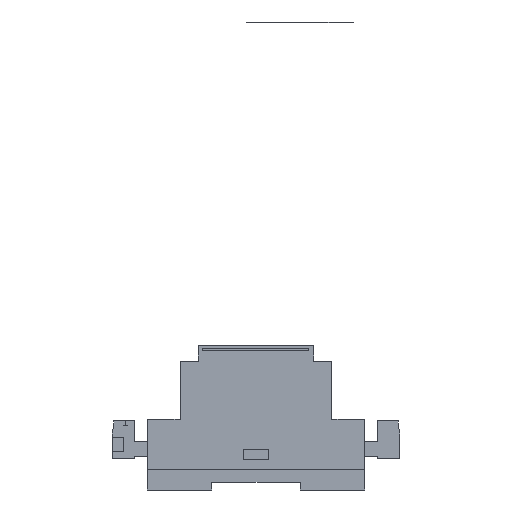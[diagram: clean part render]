
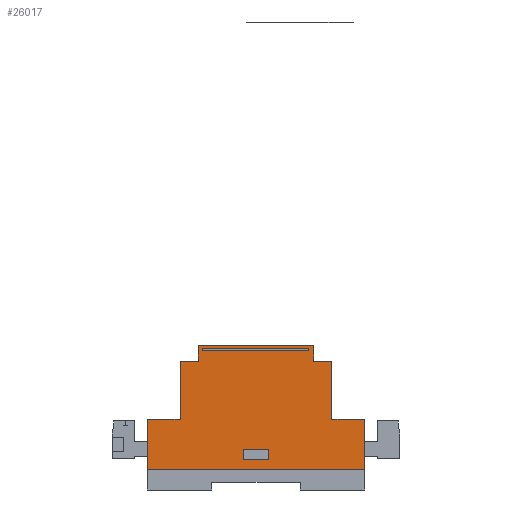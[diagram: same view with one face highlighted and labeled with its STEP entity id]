
A CAD part, left-side view. The second image highlights one B-rep face of the part: STEP entity #26017.
In plain terms, the highlighted face is planar.
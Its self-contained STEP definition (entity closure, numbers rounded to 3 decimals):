
#4451=CARTESIAN_POINT('',(-5.,-20.5,35.0));
#4452=VERTEX_POINT('',#4451);
#4459=CARTESIAN_POINT('',(5.,-20.5,35.0));
#4460=VERTEX_POINT('',#4459);
#4461=CARTESIAN_POINT('',(5.,-20.5,35.0));
#4462=DIRECTION('',(-1.0,0.0,0.0));
#4463=VECTOR('',#4462,10.);
#4464=LINE('',#4461,#4463);
#4465=EDGE_CURVE('',#4460,#4452,#4464,.T.);
#4490=CARTESIAN_POINT('',(5.,-16.5,35.0));
#4491=VERTEX_POINT('',#4490);
#4492=CARTESIAN_POINT('',(5.,-16.5,35.0));
#4493=DIRECTION('',(0.0,-1.0,0.0));
#4494=VECTOR('',#4493,4.);
#4495=LINE('',#4492,#4494);
#4496=EDGE_CURVE('',#4491,#4460,#4495,.T.);
#4521=CARTESIAN_POINT('',(-5.,-16.5,35.0));
#4522=VERTEX_POINT('',#4521);
#4523=CARTESIAN_POINT('',(-5.,-16.5,35.0));
#4524=DIRECTION('',(1.0,0.0,0.0));
#4525=VECTOR('',#4524,10.);
#4526=LINE('',#4523,#4525);
#4527=EDGE_CURVE('',#4522,#4491,#4526,.T.);
#4550=CARTESIAN_POINT('',(-5.,-20.5,35.0));
#4551=DIRECTION('',(0.0,1.0,0.0));
#4552=VECTOR('',#4551,4.);
#4553=LINE('',#4550,#4552);
#4554=EDGE_CURVE('',#4452,#4522,#4553,.T.);
#24056=CARTESIAN_POINT('',(43.0,-4.5,35.0));
#24057=VERTEX_POINT('',#24056);
#24064=CARTESIAN_POINT('',(43.0,-24.5,35.0));
#24065=VERTEX_POINT('',#24064);
#24066=CARTESIAN_POINT('',(43.0,-4.5,35.0));
#24067=DIRECTION('',(0.0,-1.0,0.0));
#24068=VECTOR('',#24067,20.);
#24069=LINE('',#24066,#24068);
#24070=EDGE_CURVE('',#24057,#24065,#24069,.T.);
#24997=CARTESIAN_POINT('',(-43.,-24.5,35.0));
#24998=VERTEX_POINT('',#24997);
#24999=CARTESIAN_POINT('',(43.0,-24.5,35.0));
#25000=DIRECTION('',(-1.0,0.0,0.0));
#25001=VECTOR('',#25000,86.0);
#25002=LINE('',#24999,#25001);
#25003=EDGE_CURVE('',#24065,#24998,#25002,.T.);
#25021=CARTESIAN_POINT('',(-43.,-4.5,35.0));
#25022=VERTEX_POINT('',#25021);
#25023=CARTESIAN_POINT('',(-43.,-24.5,35.0));
#25024=DIRECTION('',(0.0,1.0,0.0));
#25025=VECTOR('',#25024,20.);
#25026=LINE('',#25023,#25025);
#25027=EDGE_CURVE('',#24998,#25022,#25026,.T.);
#25054=CARTESIAN_POINT('',(-30.0,-4.5,35.0));
#25055=VERTEX_POINT('',#25054);
#25056=CARTESIAN_POINT('',(-43.,-4.5,35.0));
#25057=DIRECTION('',(1.0,0.0,0.0));
#25058=VECTOR('',#25057,13.);
#25059=LINE('',#25056,#25058);
#25060=EDGE_CURVE('',#25022,#25055,#25059,.T.);
#25503=CARTESIAN_POINT('',(-30.,18.5,35.0));
#25504=VERTEX_POINT('',#25503);
#25505=CARTESIAN_POINT('',(-30.0,-4.5,35.0));
#25506=DIRECTION('',(0.0,1.0,0.0));
#25507=VECTOR('',#25506,23.);
#25508=LINE('',#25505,#25507);
#25509=EDGE_CURVE('',#25055,#25504,#25508,.T.);
#25534=CARTESIAN_POINT('',(-22.75,18.5,35.0));
#25535=VERTEX_POINT('',#25534);
#25536=CARTESIAN_POINT('',(-30.,18.5,35.0));
#25537=DIRECTION('',(1.0,0.0,0.0));
#25538=VECTOR('',#25537,7.25);
#25539=LINE('',#25536,#25538);
#25540=EDGE_CURVE('',#25504,#25535,#25539,.T.);
#25565=CARTESIAN_POINT('',(-22.75,24.5,35.0));
#25566=VERTEX_POINT('',#25565);
#25567=CARTESIAN_POINT('',(-22.75,18.5,35.0));
#25568=DIRECTION('',(0.0,1.0,0.0));
#25569=VECTOR('',#25568,6.0);
#25570=LINE('',#25567,#25569);
#25571=EDGE_CURVE('',#25535,#25566,#25570,.T.);
#25596=CARTESIAN_POINT('',(22.75,24.5,35.0));
#25597=VERTEX_POINT('',#25596);
#25598=CARTESIAN_POINT('',(-22.75,24.5,35.0));
#25599=DIRECTION('',(1.0,0.0,0.0));
#25600=VECTOR('',#25599,45.5);
#25601=LINE('',#25598,#25600);
#25602=EDGE_CURVE('',#25566,#25597,#25601,.T.);
#25633=CARTESIAN_POINT('',(22.75,18.5,35.0));
#25634=VERTEX_POINT('',#25633);
#25635=CARTESIAN_POINT('',(22.75,24.5,35.0));
#25636=DIRECTION('',(0.0,-1.0,0.0));
#25637=VECTOR('',#25636,6.0);
#25638=LINE('',#25635,#25637);
#25639=EDGE_CURVE('',#25597,#25634,#25638,.T.);
#25664=CARTESIAN_POINT('',(30.,18.5,35.0));
#25665=VERTEX_POINT('',#25664);
#25666=CARTESIAN_POINT('',(22.75,18.5,35.0));
#25667=DIRECTION('',(1.0,0.0,0.0));
#25668=VECTOR('',#25667,7.25);
#25669=LINE('',#25666,#25668);
#25670=EDGE_CURVE('',#25634,#25665,#25669,.T.);
#25695=CARTESIAN_POINT('',(30.,-4.5,35.0));
#25696=VERTEX_POINT('',#25695);
#25697=CARTESIAN_POINT('',(30.,18.5,35.0));
#25698=DIRECTION('',(0.0,-1.0,0.0));
#25699=VECTOR('',#25698,23.);
#25700=LINE('',#25697,#25699);
#25701=EDGE_CURVE('',#25665,#25696,#25700,.T.);
#25726=CARTESIAN_POINT('',(30.,-4.5,35.0));
#25727=DIRECTION('',(1.0,0.0,0.0));
#25728=VECTOR('',#25727,13.);
#25729=LINE('',#25726,#25728);
#25730=EDGE_CURVE('',#25696,#24057,#25729,.T.);
#25992=CARTESIAN_POINT('',(0.,-3.115,35.0));
#25993=DIRECTION('',(0.0,0.0,1.0));
#25994=DIRECTION('',(1.0,0.0,0.0));
#25995=AXIS2_PLACEMENT_3D('',#25992,#25993,#25994);
#25996=PLANE('',#25995);
#25997=ORIENTED_EDGE('',*,*,#24070,.F.);
#25998=ORIENTED_EDGE('',*,*,#25730,.F.);
#25999=ORIENTED_EDGE('',*,*,#25701,.F.);
#26000=ORIENTED_EDGE('',*,*,#25670,.F.);
#26001=ORIENTED_EDGE('',*,*,#25639,.F.);
#26002=ORIENTED_EDGE('',*,*,#25602,.F.);
#26003=ORIENTED_EDGE('',*,*,#25571,.F.);
#26004=ORIENTED_EDGE('',*,*,#25540,.F.);
#26005=ORIENTED_EDGE('',*,*,#25509,.F.);
#26006=ORIENTED_EDGE('',*,*,#25060,.F.);
#26007=ORIENTED_EDGE('',*,*,#25027,.F.);
#26008=ORIENTED_EDGE('',*,*,#25003,.F.);
#26009=EDGE_LOOP('',(#25997,#25998,#25999,#26000,#26001,#26002,#26003,#26004,#26005,#26006,#26007,#26008));
#26010=FACE_OUTER_BOUND('',#26009,.T.);
#26011=ORIENTED_EDGE('',*,*,#4465,.T.);
#26012=ORIENTED_EDGE('',*,*,#4554,.T.);
#26013=ORIENTED_EDGE('',*,*,#4527,.T.);
#26014=ORIENTED_EDGE('',*,*,#4496,.T.);
#26015=EDGE_LOOP('',(#26011,#26012,#26013,#26014));
#26016=FACE_BOUND('',#26015,.T.);
#26017=ADVANCED_FACE('',(#26010,#26016),#25996,.T.);
